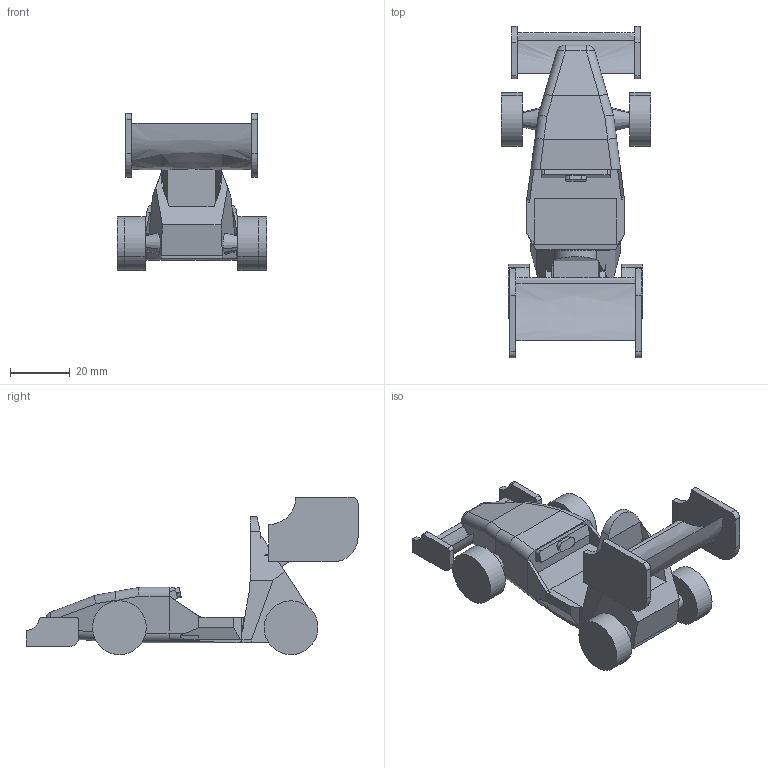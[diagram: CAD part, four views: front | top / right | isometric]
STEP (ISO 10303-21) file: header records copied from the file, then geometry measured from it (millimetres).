
FILE_DESCRIPTION(('CATIA V5 STEP Exchange'),'2;1');
FILE_NAME('Invictus 3D v1.stp','2021-08-09T15:57:06+00:00',('none'),('none'),'CATIA Version 5 Release 19 SP 2 (IN-10)','CATIA V5 STEP AP203','none');
FILE_SCHEMA(('CONFIG_CONTROL_DESIGN'));
Length unit declared in the file: millimetre
Products named in the file (1): Vulcanix 3D
Bounding box: 50 x 111.07 x 52.58 mm (x, y, z)
Volume: 48749.1 mm3; surface area: 19652 mm2
Topology: 1 solids, 1 shells, 240 faces, 673 edges, 436 vertices
Faces by surface type: plane 145, cylinder 71, cone 8, extrusion 6, bspline 5, sphere 5
Entity records: 8809 total; most frequent: CARTESIAN_POINT 3159, ORIENTED_EDGE 1334, DIRECTION 868, EDGE_CURVE 667, VERTEX_POINT 436, VECTOR 420, LINE 414, AXIS2_PLACEMENT_3D 267
